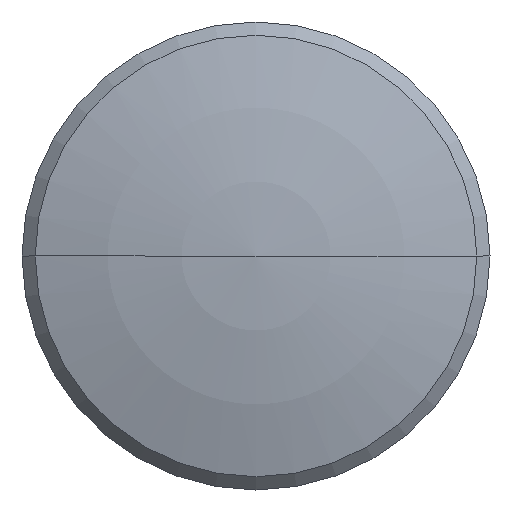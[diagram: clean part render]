
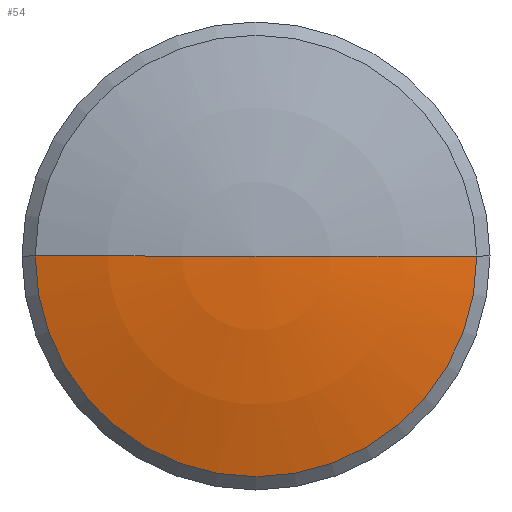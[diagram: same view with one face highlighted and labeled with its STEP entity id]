
A CAD part, left-side view. The second image highlights one B-rep face of the part: STEP entity #54.
In plain terms, the highlighted toroidal (fillet/blend) face has major radius 0.119 mm and minor radius 8.8 mm.
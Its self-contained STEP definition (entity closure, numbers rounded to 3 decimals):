
#20 = VERTEX_POINT ( 'NONE', #227 ) ;
#24 = VERTEX_POINT ( 'NONE', #212 ) ;
#40 = EDGE_CURVE ( 'NONE', #24, #41, #138, .T. ) ;
#41 = VERTEX_POINT ( 'NONE', #133 ) ;
#43 = EDGE_CURVE ( 'NONE', #20, #41, #132, .T. ) ;
#44 = EDGE_LOOP ( 'NONE', ( #55, #56, #58 ) ) ;
#54 = ADVANCED_FACE ( 'NONE', ( #174 ), #266, .T. ) ;
#55 = ORIENTED_EDGE ( 'NONE', *, *, #40, .F. ) ;
#56 = ORIENTED_EDGE ( 'NONE', *, *, #57, .T. ) ;
#57 = EDGE_CURVE ( 'NONE', #24, #20, #321, .T. ) ;
#58 = ORIENTED_EDGE ( 'NONE', *, *, #43, .T. ) ;
#131 = AXIS2_PLACEMENT_3D ( 'NONE', #247, #246, #245 ) ;
#132 = CIRCLE ( 'NONE', #131, 8.8 ) ;
#133 = CARTESIAN_POINT ( 'NONE',  ( -1.1, 0., 0. ) ) ;
#134 = DIRECTION ( 'NONE',  ( 0., -1., 0. ) ) ;
#135 = DIRECTION ( 'NONE',  ( 0., 0., 1. ) ) ;
#136 = CARTESIAN_POINT ( 'NONE',  ( 7.699, -0.12, 0. ) ) ;
#137 = AXIS2_PLACEMENT_3D ( 'NONE', #136, #135, #134 ) ;
#138 = CIRCLE ( 'NONE', #137, 8.8 ) ;
#174 = FACE_OUTER_BOUND ( 'NONE', #44, .T. ) ;
#212 = CARTESIAN_POINT ( 'NONE',  ( -0.745, 2.359, 0. ) ) ;
#227 = CARTESIAN_POINT ( 'NONE',  ( -0.745, -2.359, 0. ) ) ;
#245 = DIRECTION ( 'NONE',  ( -1., 0., 0. ) ) ;
#246 = DIRECTION ( 'NONE',  ( 0., 0., -1. ) ) ;
#247 = CARTESIAN_POINT ( 'NONE',  ( 7.699, 0.12, 0. ) ) ;
#265 = AXIS2_PLACEMENT_3D ( 'NONE', #305, #331, #308 ) ;
#266 = TOROIDAL_SURFACE ( 'NONE', #265, -0.12, 8.8 ) ;
#305 = CARTESIAN_POINT ( 'NONE',  ( 7.699, 0., 0. ) ) ;
#308 = DIRECTION ( 'NONE',  ( 0., -1., 0. ) ) ;
#309 = DIRECTION ( 'NONE',  ( 0., -1., 0. ) ) ;
#310 = DIRECTION ( 'NONE',  ( -1., 0., 0. ) ) ;
#321 = CIRCLE ( 'NONE', #332, 2.359 ) ;
#322 = CARTESIAN_POINT ( 'NONE',  ( -0.745, 0., 0. ) ) ;
#331 = DIRECTION ( 'NONE',  ( -1., 0., 0. ) ) ;
#332 = AXIS2_PLACEMENT_3D ( 'NONE', #322, #310, #309 ) ;
